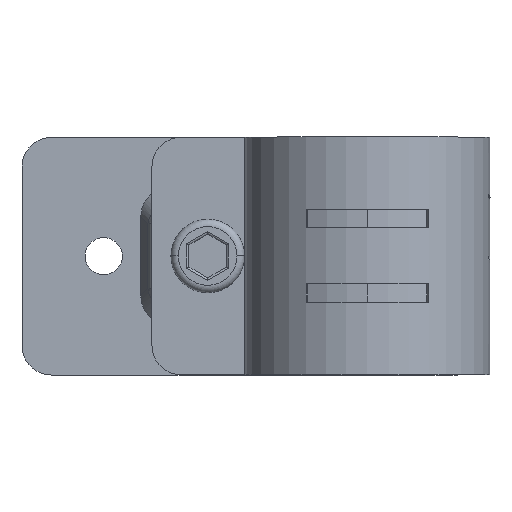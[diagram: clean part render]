
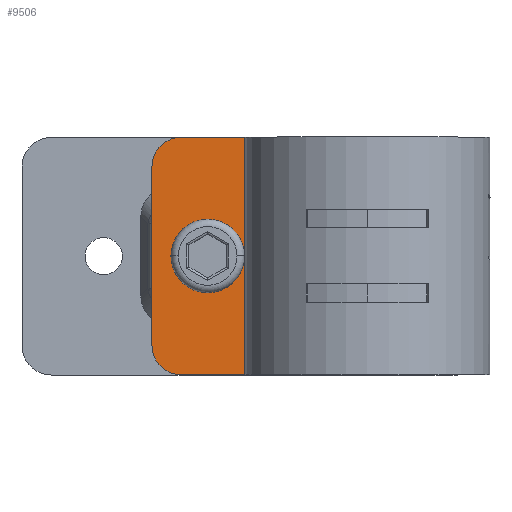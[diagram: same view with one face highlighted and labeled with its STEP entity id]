
A CAD part, top view. The second image highlights one B-rep face of the part: STEP entity #9506.
In plain terms, the highlighted planar face has unit normal (0, 0, 1).
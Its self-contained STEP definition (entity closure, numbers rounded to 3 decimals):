
#735 = DIRECTION ( 'NONE',  ( 0., 0., 1. ) ) ;
#1068 = CIRCLE ( 'NONE', #11168, 4. ) ;
#1104 = PLANE ( 'NONE',  #9066 ) ;
#1721 = LINE ( 'NONE', #12999, #7045 ) ;
#1802 = CARTESIAN_POINT ( 'NONE',  ( -25., -12., -2.6 ) ) ;
#2044 = CARTESIAN_POINT ( 'NONE',  ( -16.5, 16., -2.6 ) ) ;
#2153 = VERTEX_POINT ( 'NONE', #7326 ) ;
#2266 = EDGE_CURVE ( 'NONE', #8111, #9371, #11863, .T. ) ;
#2295 = CARTESIAN_POINT ( 'NONE',  ( -25., -16., -2.6 ) ) ;
#2501 = CARTESIAN_POINT ( 'NONE',  ( -29., -12., -2.6 ) ) ;
#3021 = CIRCLE ( 'NONE', #9911, 4. ) ;
#3363 = CIRCLE ( 'NONE', #11331, 3.5 ) ;
#3409 = DIRECTION ( 'NONE',  ( 0., -1., 0. ) ) ;
#3736 = CIRCLE ( 'NONE', #13073, 3.5 ) ;
#3931 = VERTEX_POINT ( 'NONE', #2501 ) ;
#4643 = LINE ( 'NONE', #7024, #9717 ) ;
#5273 = LINE ( 'NONE', #6626, #12602 ) ;
#5644 = ORIENTED_EDGE ( 'NONE', *, *, #8081, .T. ) ;
#5651 = CARTESIAN_POINT ( 'NONE',  ( -25., 12., -2.6 ) ) ;
#6024 = ORIENTED_EDGE ( 'NONE', *, *, #7602, .F. ) ;
#6167 = VECTOR ( 'NONE', #15719, 1000. ) ;
#6577 = DIRECTION ( 'NONE',  ( -1., 0., 0. ) ) ;
#6626 = CARTESIAN_POINT ( 'NONE',  ( -16.5, 16., -2.6 ) ) ;
#7024 = CARTESIAN_POINT ( 'NONE',  ( -29., 12., -2.6 ) ) ;
#7045 = VECTOR ( 'NONE', #6577, 1000. ) ;
#7263 = DIRECTION ( 'NONE',  ( 0., 0., -1. ) ) ;
#7326 = CARTESIAN_POINT ( 'NONE',  ( -29., 12., -2.6 ) ) ;
#7356 = VERTEX_POINT ( 'NONE', #2295 ) ;
#7602 = EDGE_CURVE ( 'NONE', #8111, #10907, #5273, .T. ) ;
#7611 = FACE_BOUND ( 'NONE', #7824, .T. ) ;
#7824 = EDGE_LOOP ( 'NONE', ( #12821, #14615 ) ) ;
#8050 = CARTESIAN_POINT ( 'NONE',  ( -25., 16., -2.6 ) ) ;
#8081 = EDGE_CURVE ( 'NONE', #3931, #7356, #3021, .T. ) ;
#8111 = VERTEX_POINT ( 'NONE', #13337 ) ;
#8379 = DIRECTION ( 'NONE',  ( 0., 0., -1. ) ) ;
#8482 = ORIENTED_EDGE ( 'NONE', *, *, #8869, .T. ) ;
#8492 = CARTESIAN_POINT ( 'NONE',  ( -21.5, 0., -2.6 ) ) ;
#8869 = EDGE_CURVE ( 'NONE', #9371, #2153, #1068, .T. ) ;
#9066 = AXIS2_PLACEMENT_3D ( 'NONE', #13728, #11341, #9992 ) ;
#9136 = DIRECTION ( 'NONE',  ( 0., 0., 1. ) ) ;
#9327 = VERTEX_POINT ( 'NONE', #10178 ) ;
#9371 = VERTEX_POINT ( 'NONE', #8050 ) ;
#9506 = ADVANCED_FACE ( 'NONE', ( #7611, #11013 ), #1104, .T. ) ;
#9717 = VECTOR ( 'NONE', #3409, 1000. ) ;
#9911 = AXIS2_PLACEMENT_3D ( 'NONE', #1802, #9136, #14172 ) ;
#9924 = CARTESIAN_POINT ( 'NONE',  ( -16.5, -16., -2.6 ) ) ;
#9992 = DIRECTION ( 'NONE',  ( 1., 0., 0. ) ) ;
#10074 = EDGE_LOOP ( 'NONE', ( #10912, #6024, #14340, #8482, #10447, #5644 ) ) ;
#10178 = CARTESIAN_POINT ( 'NONE',  ( -25., 0., -2.6 ) ) ;
#10237 = VERTEX_POINT ( 'NONE', #13694 ) ;
#10357 = DIRECTION ( 'NONE',  ( 0., -1., 0. ) ) ;
#10447 = ORIENTED_EDGE ( 'NONE', *, *, #15220, .T. ) ;
#10907 = VERTEX_POINT ( 'NONE', #9924 ) ;
#10912 = ORIENTED_EDGE ( 'NONE', *, *, #15402, .F. ) ;
#11013 = FACE_OUTER_BOUND ( 'NONE', #10074, .T. ) ;
#11168 = AXIS2_PLACEMENT_3D ( 'NONE', #5651, #735, #14771 ) ;
#11331 = AXIS2_PLACEMENT_3D ( 'NONE', #8492, #7263, #12339 ) ;
#11341 = DIRECTION ( 'NONE',  ( 0., 0., 1. ) ) ;
#11853 = EDGE_CURVE ( 'NONE', #9327, #10237, #3736, .T. ) ;
#11863 = LINE ( 'NONE', #2044, #6167 ) ;
#12036 = DIRECTION ( 'NONE',  ( -1., 0., 0. ) ) ;
#12339 = DIRECTION ( 'NONE',  ( 1., 0., 0. ) ) ;
#12602 = VECTOR ( 'NONE', #10357, 1000. ) ;
#12821 = ORIENTED_EDGE ( 'NONE', *, *, #11853, .T. ) ;
#12999 = CARTESIAN_POINT ( 'NONE',  ( -16.5, -16., -2.6 ) ) ;
#13073 = AXIS2_PLACEMENT_3D ( 'NONE', #14565, #8379, #12036 ) ;
#13337 = CARTESIAN_POINT ( 'NONE',  ( -16.5, 16., -2.6 ) ) ;
#13694 = CARTESIAN_POINT ( 'NONE',  ( -18., 0., -2.6 ) ) ;
#13728 = CARTESIAN_POINT ( 'NONE',  ( -16.5, 16., -2.6 ) ) ;
#14172 = DIRECTION ( 'NONE',  ( -1., 0., 0. ) ) ;
#14340 = ORIENTED_EDGE ( 'NONE', *, *, #2266, .T. ) ;
#14565 = CARTESIAN_POINT ( 'NONE',  ( -21.5, 0., -2.6 ) ) ;
#14615 = ORIENTED_EDGE ( 'NONE', *, *, #15255, .T. ) ;
#14771 = DIRECTION ( 'NONE',  ( 0., 1., 0. ) ) ;
#15220 = EDGE_CURVE ( 'NONE', #2153, #3931, #4643, .T. ) ;
#15255 = EDGE_CURVE ( 'NONE', #10237, #9327, #3363, .T. ) ;
#15402 = EDGE_CURVE ( 'NONE', #10907, #7356, #1721, .T. ) ;
#15719 = DIRECTION ( 'NONE',  ( -1., 0., 0. ) ) ;
